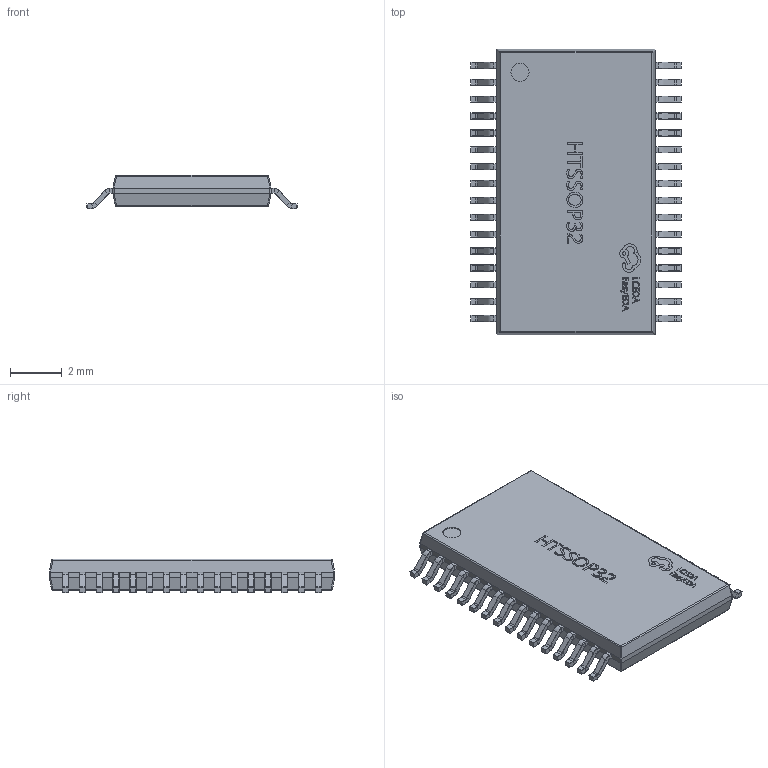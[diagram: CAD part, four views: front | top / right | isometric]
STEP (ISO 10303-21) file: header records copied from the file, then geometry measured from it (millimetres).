
FILE_DESCRIPTION (( 'STEP AP214' ), '1' );
FILE_NAME ('HTSSOP-32_L11.0-W6.1-H1.2-LS8.2-P0.65.step', '2022-07-26T09:52:21', ( '' ), ( '' ), 'SwSTEP 2.0', 'SolidWorks 2020', '' );
FILE_SCHEMA (( 'AUTOMOTIVE_DESIGN' ));
Length unit declared in the file: millimetre
Products named in the file (1): HTSSOP-32_L11.0-W6.1-H1.2-LS8.2-P0.65
Bounding box: 8.11 x 11 x 1.3 mm (x, y, z)
Volume: 80.7 mm3; surface area: 206.5 mm2
Topology: 46 solids, 46 shells, 2076 faces, 4562 edges, 2532 vertices
Faces by surface type: plane 822, cylinder 662, torus 256, sphere 168, bspline 168
Entity records: 82293 total; most frequent: CARTESIAN_POINT 14795, DIRECTION 9516, ORIENTED_EDGE 8868, EDGE_CURVE 4434, AXIS2_PLACEMENT_3D 3537, VERTEX_POINT 2468, LINE 2442, VECTOR 2442
